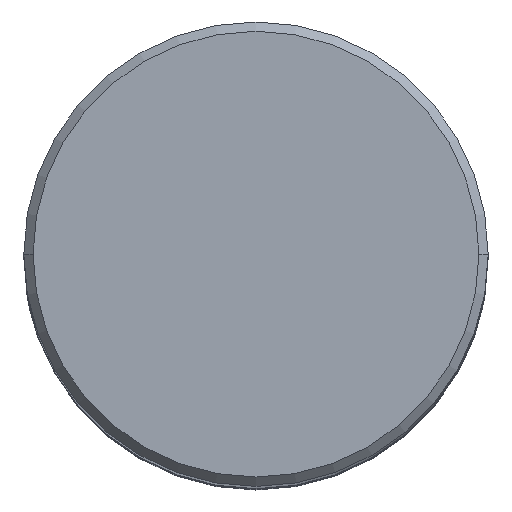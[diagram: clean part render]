
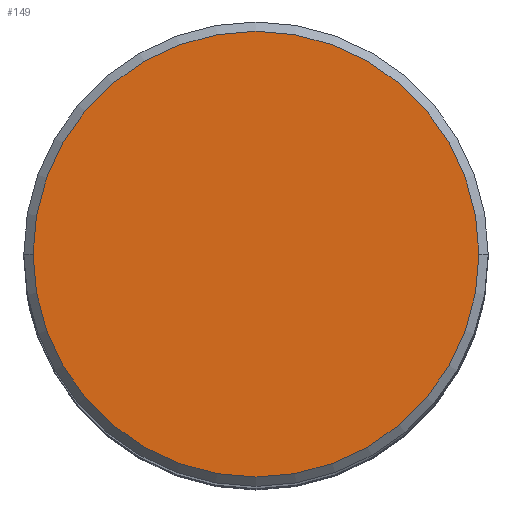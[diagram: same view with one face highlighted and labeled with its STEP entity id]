
A CAD part, top view. The second image highlights one B-rep face of the part: STEP entity #149.
In plain terms, the highlighted planar face has unit normal (0, 0, 1).
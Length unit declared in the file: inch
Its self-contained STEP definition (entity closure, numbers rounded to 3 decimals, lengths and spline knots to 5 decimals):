
#14 = CIRCLE ( 'NONE', #545, 0.48 ) ;
#36 = VERTEX_POINT ( 'NONE', #518 ) ;
#38 = EDGE_CURVE ( 'NONE', #286, #36, #285, .T. ) ;
#47 = DIRECTION ( 'NONE',  ( 0., 0., -1. ) ) ;
#62 = PLANE ( 'NONE',  #347 ) ;
#78 = FACE_OUTER_BOUND ( 'NONE', #548, .T. ) ;
#124 = ORIENTED_EDGE ( 'NONE', *, *, #38, .F. ) ;
#132 = ORIENTED_EDGE ( 'NONE', *, *, #441, .F. ) ;
#146 = AXIS2_PLACEMENT_3D ( 'NONE', #481, #47, #520 ) ;
#149 = ADVANCED_FACE ( 'NONE', ( #78 ), #62, .T. ) ;
#182 = CARTESIAN_POINT ( 'NONE',  ( 0.48, 0., 0. ) ) ;
#190 = DIRECTION ( 'NONE',  ( 0., 0., -1. ) ) ;
#206 = DIRECTION ( 'NONE',  ( 0., 0., 1. ) ) ;
#285 = CIRCLE ( 'NONE', #146, 0.48 ) ;
#286 = VERTEX_POINT ( 'NONE', #182 ) ;
#322 = CARTESIAN_POINT ( 'NONE',  ( 0., 0., 0. ) ) ;
#347 = AXIS2_PLACEMENT_3D ( 'NONE', #457, #206, #385 ) ;
#361 = DIRECTION ( 'NONE',  ( -1., 0., 0. ) ) ;
#385 = DIRECTION ( 'NONE',  ( 1., 0., 0. ) ) ;
#441 = EDGE_CURVE ( 'NONE', #36, #286, #14, .T. ) ;
#457 = CARTESIAN_POINT ( 'NONE',  ( 0., 0.48, 0. ) ) ;
#481 = CARTESIAN_POINT ( 'NONE',  ( 0., 0., 0. ) ) ;
#518 = CARTESIAN_POINT ( 'NONE',  ( -0.48, 0., 0. ) ) ;
#520 = DIRECTION ( 'NONE',  ( -1., 0., 0. ) ) ;
#545 = AXIS2_PLACEMENT_3D ( 'NONE', #322, #190, #361 ) ;
#548 = EDGE_LOOP ( 'NONE', ( #132, #124 ) ) ;
